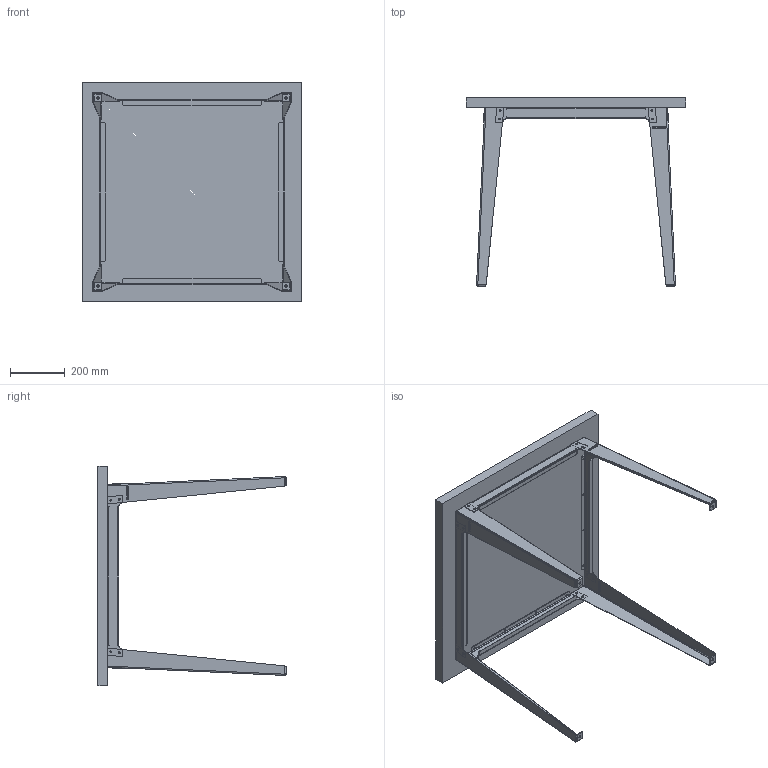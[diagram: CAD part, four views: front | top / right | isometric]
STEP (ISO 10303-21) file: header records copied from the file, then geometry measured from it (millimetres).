
FILE_DESCRIPTION (( 'STEP AP214' ), '1' );
FILE_NAME ('Mesa-18.STEP', '2024-07-03T21:10:47', ( '' ), ( '' ), 'SwSTEP 2.0', 'SolidWorks 2017', '' );
FILE_SCHEMA (( 'AUTOMOTIVE_DESIGN' ));
Length unit declared in the file: millimetre
Products named in the file (4): Pata; Cubierta; Largero; Mesa-18
Assembly tree (9 placements, depth 2):
  Mesa-18
    Largero  x4
    Pata  x4
    Cubierta
Bounding box: 800 x 685.96 x 800 mm (x, y, z)
Volume: 23862528.9 mm3; surface area: 2288924.5 mm2
Topology: 9 solids, 9 shells, 982 faces, 2732 edges, 1768 vertices
Faces by surface type: bspline 396, plane 326, cylinder 260
Entity records: 8820 total; most frequent: CARTESIAN_POINT 2757, ORIENTED_EDGE 1384, DIRECTION 946, EDGE_CURVE 692, VERTEX_POINT 448, LINE 368, VECTOR 368, EDGE_LOOP 290
